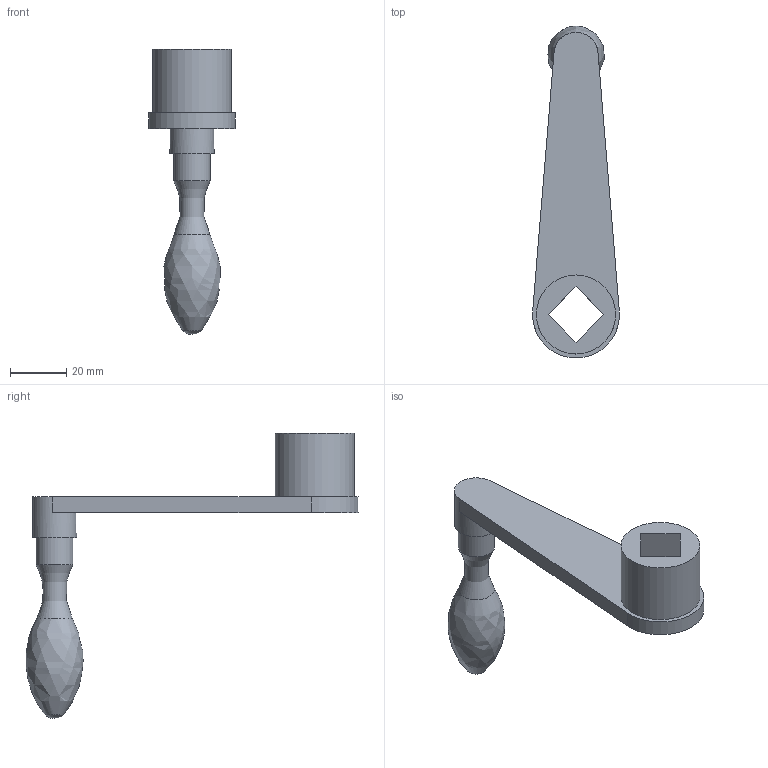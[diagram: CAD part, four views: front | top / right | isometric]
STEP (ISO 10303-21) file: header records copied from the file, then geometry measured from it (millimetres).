
FILE_DESCRIPTION( ( 'STEP AP214' ), '1' );
FILE_NAME( 'K0685.110X14.stp', '2020-12-09T11:34:56', ( '' ), ( '' ), ' ', 'PARTsolutions', ' ' );
FILE_SCHEMA( ( 'AUTOMOTIVE_DESIGN { 1 0 10303 214 1 1 1 1 }' ) );
Length unit declared in the file: millimetre
Products named in the file (1): _K0685.110X14
Bounding box: 30.7 x 117.64 x 100.99 mm (x, y, z)
Volume: 35255.4 mm3; surface area: 13049.7 mm2
Topology: 1 solids, 1 shells, 17 faces, 39 edges, 25 vertices
Faces by surface type: plane 10, cylinder 4, sphere 1, bspline 1, torus 1
Full cylindrical faces by diameter (mm): 13 x1, 15.6 x1, 28 x1
Entity records: 615 total; most frequent: CARTESIAN_POINT 100, DIRECTION 76, ORIENTED_EDGE 62, EDGE_CURVE 31, AXIS2_PLACEMENT_3D 28, EDGE_LOOP 26, VERTEX_POINT 24, FACE_OUTER_BOUND 22
